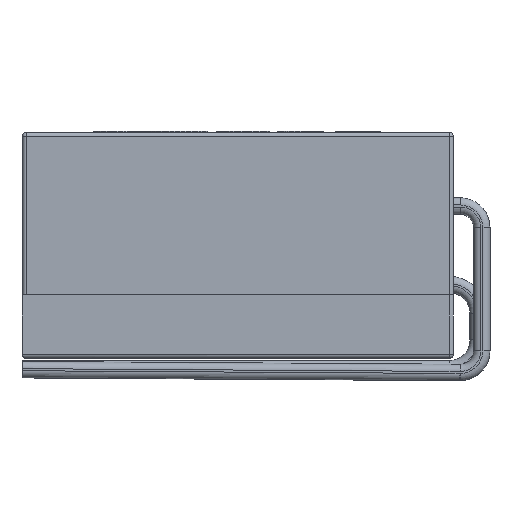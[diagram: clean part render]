
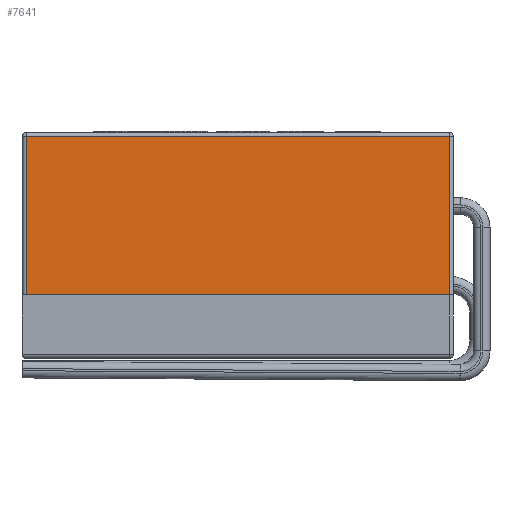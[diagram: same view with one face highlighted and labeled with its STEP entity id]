
A CAD part, left-side view. The second image highlights one B-rep face of the part: STEP entity #7641.
In plain terms, the highlighted planar face has unit normal (-1, 0, 0).
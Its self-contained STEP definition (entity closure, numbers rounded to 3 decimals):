
#1684 = VERTEX_POINT ( 'NONE', #3498 ) ;
#3334 = LINE ( 'NONE', #8395, #10242 ) ;
#3498 = CARTESIAN_POINT ( 'NONE',  ( -12.5, 10.3, 10.8 ) ) ;
#4287 = EDGE_CURVE ( 'NONE', #28148, #10420, #15146, .T. ) ;
#4425 = CARTESIAN_POINT ( 'NONE',  ( -12.5, -10.3, 3.1 ) ) ;
#5859 = VECTOR ( 'NONE', #10254, 1000. ) ;
#6566 = ORIENTED_EDGE ( 'NONE', *, *, #23466, .T. ) ;
#7641 = ADVANCED_FACE ( 'NONE', ( #12281 ), #26226, .T. ) ;
#7759 = EDGE_LOOP ( 'NONE', ( #29884, #12592, #6566, #8706 ) ) ;
#7934 = DIRECTION ( 'NONE',  ( 0., 0., 1. ) ) ;
#8395 = CARTESIAN_POINT ( 'NONE',  ( -12.5, -10.3, 11. ) ) ;
#8706 = ORIENTED_EDGE ( 'NONE', *, *, #30394, .T. ) ;
#9134 = CARTESIAN_POINT ( 'NONE',  ( -12.5, -10.3, 10.8 ) ) ;
#10242 = VECTOR ( 'NONE', #7934, 1000. ) ;
#10254 = DIRECTION ( 'NONE',  ( 0., 0., -1. ) ) ;
#10411 = CARTESIAN_POINT ( 'NONE',  ( -12.5, 10.3, 0. ) ) ;
#10420 = VERTEX_POINT ( 'NONE', #10557 ) ;
#10557 = CARTESIAN_POINT ( 'NONE',  ( -12.5, 10.3, 3.1 ) ) ;
#12062 = VECTOR ( 'NONE', #19298, 1000. ) ;
#12281 = FACE_OUTER_BOUND ( 'NONE', #7759, .T. ) ;
#12592 = ORIENTED_EDGE ( 'NONE', *, *, #28894, .T. ) ;
#13780 = VERTEX_POINT ( 'NONE', #9134 ) ;
#14337 = DIRECTION ( 'NONE',  ( 0., 0., 1. ) ) ;
#15146 = LINE ( 'NONE', #22590, #26143 ) ;
#17132 = CARTESIAN_POINT ( 'NONE',  ( -12.5, -10.5, 10.8 ) ) ;
#19298 = DIRECTION ( 'NONE',  ( 0., 1., 0. ) ) ;
#20253 = DIRECTION ( 'NONE',  ( 0., 1., 0. ) ) ;
#21661 = LINE ( 'NONE', #17132, #12062 ) ;
#22590 = CARTESIAN_POINT ( 'NONE',  ( -12.5, -10.5, 3.1 ) ) ;
#23466 = EDGE_CURVE ( 'NONE', #13780, #1684, #21661, .T. ) ;
#23934 = CARTESIAN_POINT ( 'NONE',  ( -12.5, -10.5, 0. ) ) ;
#26143 = VECTOR ( 'NONE', #20253, 1000. ) ;
#26226 = PLANE ( 'NONE',  #29329 ) ;
#26529 = DIRECTION ( 'NONE',  ( -1., 0., 0. ) ) ;
#26812 = LINE ( 'NONE', #10411, #5859 ) ;
#28148 = VERTEX_POINT ( 'NONE', #4425 ) ;
#28894 = EDGE_CURVE ( 'NONE', #28148, #13780, #3334, .T. ) ;
#29329 = AXIS2_PLACEMENT_3D ( 'NONE', #23934, #26529, #14337 ) ;
#29884 = ORIENTED_EDGE ( 'NONE', *, *, #4287, .F. ) ;
#30394 = EDGE_CURVE ( 'NONE', #1684, #10420, #26812, .T. ) ;
